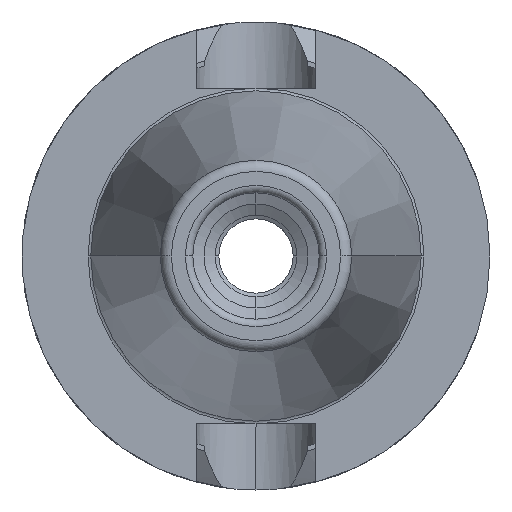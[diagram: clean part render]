
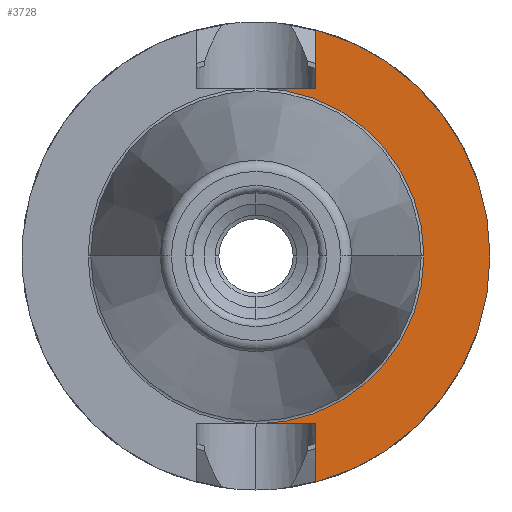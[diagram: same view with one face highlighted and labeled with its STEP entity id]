
A CAD part, left-side view. The second image highlights one B-rep face of the part: STEP entity #3728.
In plain terms, the highlighted planar face has unit normal (-1, 0, 0).
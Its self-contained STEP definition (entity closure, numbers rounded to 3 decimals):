
#88 = CARTESIAN_POINT ( 'NONE',  ( 67.4, 8.05, 22.6 ) ) ;
#140 = CARTESIAN_POINT ( 'NONE',  ( 67.4, 0., 0. ) ) ;
#246 = CARTESIAN_POINT ( 'NONE',  ( 67.4, 0., 0. ) ) ;
#309 = DIRECTION ( 'NONE',  ( 0., -1., 0. ) ) ;
#341 = ORIENTED_EDGE ( 'NONE', *, *, #2946, .F. ) ;
#410 = DIRECTION ( 'NONE',  ( 0., -1., 0. ) ) ;
#511 = DIRECTION ( 'NONE',  ( 0., -1., 0. ) ) ;
#518 = VERTEX_POINT ( 'NONE', #2203 ) ;
#601 = VERTEX_POINT ( 'NONE', #899 ) ;
#616 = CARTESIAN_POINT ( 'NONE',  ( 67.4, -8.05, -42.6 ) ) ;
#624 = DIRECTION ( 'NONE',  ( -1., 0., 0. ) ) ;
#696 = CARTESIAN_POINT ( 'NONE',  ( 67.4, -8.05, -30.454 ) ) ;
#718 = VERTEX_POINT ( 'NONE', #1165 ) ;
#792 = CARTESIAN_POINT ( 'NONE',  ( 67.4, 0., 0. ) ) ;
#899 = CARTESIAN_POINT ( 'NONE',  ( 67.4, -8.05, 30.454 ) ) ;
#947 = EDGE_CURVE ( 'NONE', #2758, #518, #3218, .T. ) ;
#989 = EDGE_CURVE ( 'NONE', #3942, #718, #3206, .T. ) ;
#1015 = CARTESIAN_POINT ( 'NONE',  ( 67.4, 0., 22.6 ) ) ;
#1052 = EDGE_LOOP ( 'NONE', ( #4040, #4182, #2045, #4277, #1670, #2873, #341, #1629 ) ) ;
#1060 = DIRECTION ( 'NONE',  ( 0., -1., 0. ) ) ;
#1103 = CARTESIAN_POINT ( 'NONE',  ( 67.4, -8.05, 42.6 ) ) ;
#1165 = CARTESIAN_POINT ( 'NONE',  ( 67.4, -8.05, -22.6 ) ) ;
#1502 = DIRECTION ( 'NONE',  ( 1., 0., 0. ) ) ;
#1629 = ORIENTED_EDGE ( 'NONE', *, *, #3711, .F. ) ;
#1670 = ORIENTED_EDGE ( 'NONE', *, *, #3389, .T. ) ;
#1675 = CIRCLE ( 'NONE', #2008, 31.5 ) ;
#1843 = FACE_OUTER_BOUND ( 'NONE', #1052, .T. ) ;
#1863 = CIRCLE ( 'NONE', #2175, 22.6 ) ;
#2008 = AXIS2_PLACEMENT_3D ( 'NONE', #140, #2278, #410 ) ;
#2043 = PLANE ( 'NONE',  #2138 ) ;
#2045 = ORIENTED_EDGE ( 'NONE', *, *, #3922, .T. ) ;
#2135 = CARTESIAN_POINT ( 'NONE',  ( 67.4, 8.05, -22.6 ) ) ;
#2138 = AXIS2_PLACEMENT_3D ( 'NONE', #2264, #1502, #4262 ) ;
#2175 = AXIS2_PLACEMENT_3D ( 'NONE', #246, #2449, #511 ) ;
#2197 = DIRECTION ( 'NONE',  ( 0., -1., 0. ) ) ;
#2203 = CARTESIAN_POINT ( 'NONE',  ( 67.4, -8.05, 22.6 ) ) ;
#2205 = CIRCLE ( 'NONE', #2400, 31.5 ) ;
#2222 = VECTOR ( 'NONE', #2961, 1000. ) ;
#2232 = LINE ( 'NONE', #1103, #2222 ) ;
#2247 = VECTOR ( 'NONE', #309, 1000. ) ;
#2260 = LINE ( 'NONE', #2135, #2247 ) ;
#2264 = CARTESIAN_POINT ( 'NONE',  ( 67.4, 22.6, 0. ) ) ;
#2278 = DIRECTION ( 'NONE',  ( -1., 0., 0. ) ) ;
#2333 = CARTESIAN_POINT ( 'NONE',  ( 67.4, 0., -22.6 ) ) ;
#2400 = AXIS2_PLACEMENT_3D ( 'NONE', #2617, #624, #3042 ) ;
#2442 = VERTEX_POINT ( 'NONE', #2333 ) ;
#2449 = DIRECTION ( 'NONE',  ( -1., 0., 0. ) ) ;
#2583 = AXIS2_PLACEMENT_3D ( 'NONE', #792, #3314, #1060 ) ;
#2603 = VERTEX_POINT ( 'NONE', #4339 ) ;
#2617 = CARTESIAN_POINT ( 'NONE',  ( 67.4, 0., 0. ) ) ;
#2668 = CIRCLE ( 'NONE', #2583, 22.6 ) ;
#2758 = VERTEX_POINT ( 'NONE', #1015 ) ;
#2787 = CARTESIAN_POINT ( 'NONE',  ( 67.4, -22.6, 0. ) ) ;
#2873 = ORIENTED_EDGE ( 'NONE', *, *, #947, .F. ) ;
#2946 = EDGE_CURVE ( 'NONE', #3779, #2758, #2668, .T. ) ;
#2961 = DIRECTION ( 'NONE',  ( 0., 0., -1. ) ) ;
#3042 = DIRECTION ( 'NONE',  ( 0., -1., 0. ) ) ;
#3198 = VECTOR ( 'NONE', #3839, 1000. ) ;
#3206 = LINE ( 'NONE', #616, #3198 ) ;
#3214 = VECTOR ( 'NONE', #2197, 1000. ) ;
#3218 = LINE ( 'NONE', #88, #3214 ) ;
#3314 = DIRECTION ( 'NONE',  ( -1., 0., 0. ) ) ;
#3374 = EDGE_CURVE ( 'NONE', #2442, #718, #2260, .T. ) ;
#3389 = EDGE_CURVE ( 'NONE', #601, #518, #2232, .T. ) ;
#3408 = EDGE_CURVE ( 'NONE', #2603, #601, #2205, .T. ) ;
#3711 = EDGE_CURVE ( 'NONE', #2442, #3779, #1863, .T. ) ;
#3728 = ADVANCED_FACE ( 'NONE', ( #1843 ), #2043, .F. ) ;
#3779 = VERTEX_POINT ( 'NONE', #2787 ) ;
#3839 = DIRECTION ( 'NONE',  ( 0., 0., 1. ) ) ;
#3922 = EDGE_CURVE ( 'NONE', #3942, #2603, #1675, .T. ) ;
#3942 = VERTEX_POINT ( 'NONE', #696 ) ;
#4040 = ORIENTED_EDGE ( 'NONE', *, *, #3374, .T. ) ;
#4182 = ORIENTED_EDGE ( 'NONE', *, *, #989, .F. ) ;
#4262 = DIRECTION ( 'NONE',  ( 0., 1., 0. ) ) ;
#4277 = ORIENTED_EDGE ( 'NONE', *, *, #3408, .T. ) ;
#4339 = CARTESIAN_POINT ( 'NONE',  ( 67.4, -31.5, 0. ) ) ;
